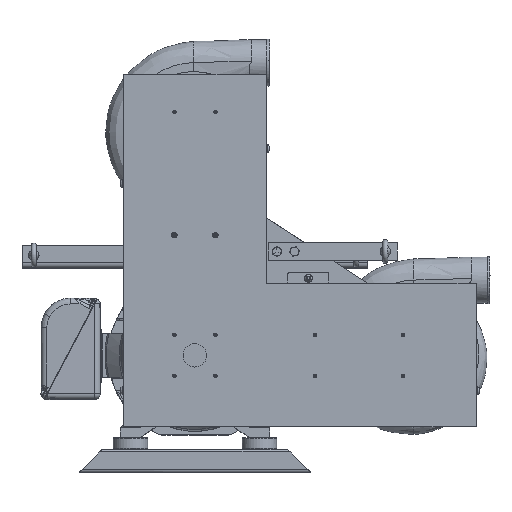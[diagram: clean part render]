
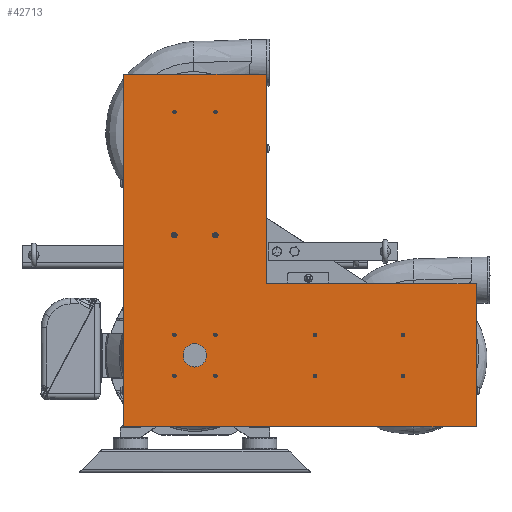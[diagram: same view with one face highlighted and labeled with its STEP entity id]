
A CAD part, top view. The second image highlights one B-rep face of the part: STEP entity #42713.
In plain terms, the highlighted planar face has unit normal (0, 0, 1).
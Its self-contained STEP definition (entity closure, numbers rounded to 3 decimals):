
#3518=FACE_BOUND('',#7995,.T.);
#3519=FACE_BOUND('',#7996,.T.);
#3520=FACE_BOUND('',#7997,.T.);
#3521=FACE_BOUND('',#7998,.T.);
#3522=FACE_BOUND('',#7999,.T.);
#3523=FACE_BOUND('',#8000,.T.);
#3524=FACE_BOUND('',#8001,.T.);
#3525=FACE_BOUND('',#8002,.T.);
#3526=FACE_BOUND('',#8003,.T.);
#3527=FACE_BOUND('',#8004,.T.);
#3528=FACE_BOUND('',#8005,.T.);
#3529=FACE_BOUND('',#8006,.T.);
#3530=FACE_BOUND('',#8007,.T.);
#5071=FACE_OUTER_BOUND('',#7994,.T.);
#7994=EDGE_LOOP('',(#34358,#34359,#34360,#34361,#34362,#34363,#34364));
#7995=EDGE_LOOP('',(#34365));
#7996=EDGE_LOOP('',(#34366));
#7997=EDGE_LOOP('',(#34367));
#7998=EDGE_LOOP('',(#34368));
#7999=EDGE_LOOP('',(#34369));
#8000=EDGE_LOOP('',(#34370));
#8001=EDGE_LOOP('',(#34371));
#8002=EDGE_LOOP('',(#34372));
#8003=EDGE_LOOP('',(#34373));
#8004=EDGE_LOOP('',(#34374));
#8005=EDGE_LOOP('',(#34375));
#8006=EDGE_LOOP('',(#34376));
#8007=EDGE_LOOP('',(#34377));
#10914=CIRCLE('',#46929,0.15);
#10915=CIRCLE('',#46930,0.15);
#10916=CIRCLE('',#46931,0.236);
#10917=CIRCLE('',#46932,0.236);
#10918=CIRCLE('',#46933,0.15);
#10919=CIRCLE('',#46934,0.15);
#10920=CIRCLE('',#46935,0.15);
#10921=CIRCLE('',#46936,0.15);
#10922=CIRCLE('',#46937,0.15);
#10923=CIRCLE('',#46938,0.15);
#10924=CIRCLE('',#46939,0.15);
#10925=CIRCLE('',#46940,1.);
#10926=CIRCLE('',#46941,0.15);
#13659=LINE('',#76454,#15879);
#13662=LINE('',#76461,#15882);
#13663=LINE('',#76464,#15883);
#13761=LINE('',#81820,#15981);
#13762=LINE('',#81822,#15982);
#13763=LINE('',#81824,#15983);
#13764=LINE('',#81825,#15984);
#15879=VECTOR('',#55616,0.394);
#15882=VECTOR('',#55623,0.394);
#15883=VECTOR('',#55626,0.394);
#15981=VECTOR('',#56230,0.394);
#15982=VECTOR('',#56231,0.394);
#15983=VECTOR('',#56232,0.394);
#15984=VECTOR('',#56233,0.394);
#18950=VERTEX_POINT('',#76451);
#18951=VERTEX_POINT('',#76453);
#18953=VERTEX_POINT('',#76459);
#18954=VERTEX_POINT('',#76463);
#19144=VERTEX_POINT('',#81819);
#19145=VERTEX_POINT('',#81821);
#19146=VERTEX_POINT('',#81823);
#19147=VERTEX_POINT('',#81826);
#19148=VERTEX_POINT('',#81828);
#19149=VERTEX_POINT('',#81830);
#19150=VERTEX_POINT('',#81832);
#19151=VERTEX_POINT('',#81834);
#19152=VERTEX_POINT('',#81836);
#19153=VERTEX_POINT('',#81838);
#19154=VERTEX_POINT('',#81840);
#19155=VERTEX_POINT('',#81842);
#19156=VERTEX_POINT('',#81844);
#19157=VERTEX_POINT('',#81846);
#19158=VERTEX_POINT('',#81848);
#19159=VERTEX_POINT('',#81850);
#24215=EDGE_CURVE('',#18951,#18950,#13659,.T.);
#24219=EDGE_CURVE('',#18951,#18953,#13662,.T.);
#24220=EDGE_CURVE('',#18953,#18954,#13663,.T.);
#24518=EDGE_CURVE('',#19144,#18950,#13761,.T.);
#24519=EDGE_CURVE('',#19145,#19144,#13762,.T.);
#24520=EDGE_CURVE('',#19146,#19145,#13763,.T.);
#24521=EDGE_CURVE('',#18954,#19146,#13764,.T.);
#24522=EDGE_CURVE('',#19147,#19147,#10914,.T.);
#24523=EDGE_CURVE('',#19148,#19148,#10915,.T.);
#24524=EDGE_CURVE('',#19149,#19149,#10916,.T.);
#24525=EDGE_CURVE('',#19150,#19150,#10917,.T.);
#24526=EDGE_CURVE('',#19151,#19151,#10918,.T.);
#24527=EDGE_CURVE('',#19152,#19152,#10919,.T.);
#24528=EDGE_CURVE('',#19153,#19153,#10920,.T.);
#24529=EDGE_CURVE('',#19154,#19154,#10921,.T.);
#24530=EDGE_CURVE('',#19155,#19155,#10922,.T.);
#24531=EDGE_CURVE('',#19156,#19156,#10923,.T.);
#24532=EDGE_CURVE('',#19157,#19157,#10924,.T.);
#24533=EDGE_CURVE('',#19158,#19158,#10925,.T.);
#24534=EDGE_CURVE('',#19159,#19159,#10926,.T.);
#34358=ORIENTED_EDGE('',*,*,#24518,.F.);
#34359=ORIENTED_EDGE('',*,*,#24519,.F.);
#34360=ORIENTED_EDGE('',*,*,#24520,.F.);
#34361=ORIENTED_EDGE('',*,*,#24521,.F.);
#34362=ORIENTED_EDGE('',*,*,#24220,.F.);
#34363=ORIENTED_EDGE('',*,*,#24219,.F.);
#34364=ORIENTED_EDGE('',*,*,#24215,.T.);
#34365=ORIENTED_EDGE('',*,*,#24522,.T.);
#34366=ORIENTED_EDGE('',*,*,#24523,.T.);
#34367=ORIENTED_EDGE('',*,*,#24524,.T.);
#34368=ORIENTED_EDGE('',*,*,#24525,.T.);
#34369=ORIENTED_EDGE('',*,*,#24526,.T.);
#34370=ORIENTED_EDGE('',*,*,#24527,.T.);
#34371=ORIENTED_EDGE('',*,*,#24528,.T.);
#34372=ORIENTED_EDGE('',*,*,#24529,.T.);
#34373=ORIENTED_EDGE('',*,*,#24530,.T.);
#34374=ORIENTED_EDGE('',*,*,#24531,.T.);
#34375=ORIENTED_EDGE('',*,*,#24532,.T.);
#34376=ORIENTED_EDGE('',*,*,#24533,.T.);
#34377=ORIENTED_EDGE('',*,*,#24534,.T.);
#40906=PLANE('',#46928);
#42713=ADVANCED_FACE('',(#5071,#3518,#3519,#3520,#3521,#3522,#3523,#3524,
#3525,#3526,#3527,#3528,#3529,#3530),#40906,.T.);
#46928=AXIS2_PLACEMENT_3D('',#81818,#56228,#56229);
#46929=AXIS2_PLACEMENT_3D('',#81827,#56234,#56235);
#46930=AXIS2_PLACEMENT_3D('',#81829,#56236,#56237);
#46931=AXIS2_PLACEMENT_3D('',#81831,#56238,#56239);
#46932=AXIS2_PLACEMENT_3D('',#81833,#56240,#56241);
#46933=AXIS2_PLACEMENT_3D('',#81835,#56242,#56243);
#46934=AXIS2_PLACEMENT_3D('',#81837,#56244,#56245);
#46935=AXIS2_PLACEMENT_3D('',#81839,#56246,#56247);
#46936=AXIS2_PLACEMENT_3D('',#81841,#56248,#56249);
#46937=AXIS2_PLACEMENT_3D('',#81843,#56250,#56251);
#46938=AXIS2_PLACEMENT_3D('',#81845,#56252,#56253);
#46939=AXIS2_PLACEMENT_3D('',#81847,#56254,#56255);
#46940=AXIS2_PLACEMENT_3D('',#81849,#56256,#56257);
#46941=AXIS2_PLACEMENT_3D('',#81851,#56258,#56259);
#55616=DIRECTION('',(0.,1.,0.));
#55623=DIRECTION('',(-1.,0.,0.));
#55626=DIRECTION('',(0.,1.,0.));
#56228=DIRECTION('center_axis',(0.,0.,1.));
#56229=DIRECTION('ref_axis',(1.,0.,0.));
#56230=DIRECTION('',(1.,0.,0.));
#56231=DIRECTION('',(0.,-1.,0.));
#56232=DIRECTION('',(1.,0.,0.));
#56233=DIRECTION('',(1.,0.,0.));
#56234=DIRECTION('center_axis',(0.,0.,
-1.));
#56235=DIRECTION('ref_axis',(1.,0.,0.));
#56236=DIRECTION('center_axis',(0.,0.,
-1.));
#56237=DIRECTION('ref_axis',(1.,0.,0.));
#56238=DIRECTION('center_axis',(0.,0.,
-1.));
#56239=DIRECTION('ref_axis',(-1.,0.,0.));
#56240=DIRECTION('center_axis',(0.,0.,
-1.));
#56241=DIRECTION('ref_axis',(-1.,0.,0.));
#56242=DIRECTION('center_axis',(0.,0.,
-1.));
#56243=DIRECTION('ref_axis',(1.,0.,0.));
#56244=DIRECTION('center_axis',(0.,0.,
-1.));
#56245=DIRECTION('ref_axis',(1.,0.,0.));
#56246=DIRECTION('center_axis',(0.,0.,
-1.));
#56247=DIRECTION('ref_axis',(1.,0.,0.));
#56248=DIRECTION('center_axis',(0.,0.,
-1.));
#56249=DIRECTION('ref_axis',(1.,0.,0.));
#56250=DIRECTION('center_axis',(0.,0.,
-1.));
#56251=DIRECTION('ref_axis',(1.,0.,0.));
#56252=DIRECTION('center_axis',(0.,0.,
-1.));
#56253=DIRECTION('ref_axis',(1.,0.,0.));
#56254=DIRECTION('center_axis',(0.,0.,
-1.));
#56255=DIRECTION('ref_axis',(1.,0.,0.));
#56256=DIRECTION('center_axis',(0.,0.,
-1.));
#56257=DIRECTION('ref_axis',(1.,0.,0.));
#56258=DIRECTION('center_axis',(0.,0.,
-1.));
#56259=DIRECTION('ref_axis',(1.,0.,0.));
#76451=CARTESIAN_POINT('',(47.461,17.059,0.));
#76453=CARTESIAN_POINT('',(47.461,4.879,0.));
#76454=CARTESIAN_POINT('',(47.461,4.879,0.));
#76459=CARTESIAN_POINT('',(17.381,4.879,0.));
#76461=CARTESIAN_POINT('',(47.461,4.879,0.));
#76463=CARTESIAN_POINT('',(17.381,34.959,0.));
#76464=CARTESIAN_POINT('',(17.381,4.879,0.));
#81818=CARTESIAN_POINT('Origin',(23.471,23.601,0.));
#81819=CARTESIAN_POINT('',(29.561,17.059,0.));
#81820=CARTESIAN_POINT('',(29.561,17.059,0.));
#81821=CARTESIAN_POINT('',(29.561,34.959,0.));
#81822=CARTESIAN_POINT('',(29.561,34.959,0.));
#81823=CARTESIAN_POINT('',(17.381,34.959,0.));
#81824=CARTESIAN_POINT('',(26.516,34.959,0.));
#81825=CARTESIAN_POINT('',(17.381,34.959,0.));
#81826=CARTESIAN_POINT('',(25.37,12.719,0.));
#81827=CARTESIAN_POINT('Origin',(25.221,12.719,0.));
#81828=CARTESIAN_POINT('',(21.87,31.719,0.));
#81829=CARTESIAN_POINT('Origin',(21.721,31.719,0.));
#81830=CARTESIAN_POINT('',(21.485,21.219,0.));
#81831=CARTESIAN_POINT('Origin',(21.721,21.219,0.));
#81832=CARTESIAN_POINT('',(24.985,21.219,0.));
#81833=CARTESIAN_POINT('Origin',(25.221,21.219,0.));
#81834=CARTESIAN_POINT('',(25.37,31.719,0.));
#81835=CARTESIAN_POINT('Origin',(25.221,31.719,0.));
#81836=CARTESIAN_POINT('',(21.87,12.719,0.));
#81837=CARTESIAN_POINT('Origin',(21.721,12.719,0.));
#81838=CARTESIAN_POINT('',(33.87,12.719,0.));
#81839=CARTESIAN_POINT('Origin',(33.721,12.719,0.));
#81840=CARTESIAN_POINT('',(41.37,12.719,0.));
#81841=CARTESIAN_POINT('Origin',(41.221,12.719,0.));
#81842=CARTESIAN_POINT('',(41.37,9.219,0.));
#81843=CARTESIAN_POINT('Origin',(41.221,9.219,0.));
#81844=CARTESIAN_POINT('',(25.37,9.219,0.));
#81845=CARTESIAN_POINT('Origin',(25.221,9.219,0.));
#81846=CARTESIAN_POINT('',(33.87,9.219,0.));
#81847=CARTESIAN_POINT('Origin',(33.721,9.219,0.));
#81848=CARTESIAN_POINT('',(24.471,10.969,0.));
#81849=CARTESIAN_POINT('Origin',(23.471,10.969,0.));
#81850=CARTESIAN_POINT('',(21.87,9.219,0.));
#81851=CARTESIAN_POINT('Origin',(21.721,9.219,0.));
